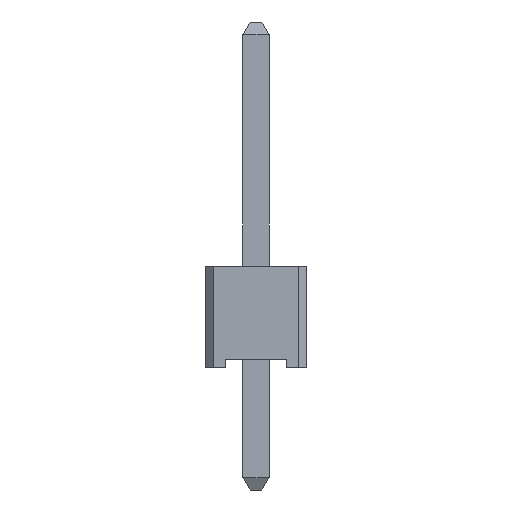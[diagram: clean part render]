
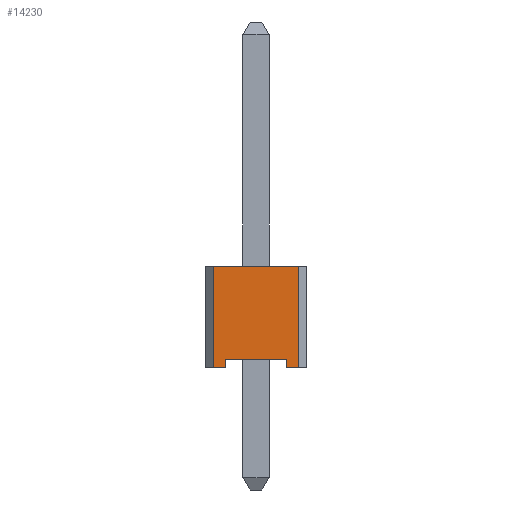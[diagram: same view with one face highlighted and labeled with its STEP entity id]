
A CAD part, left-side view. The second image highlights one B-rep face of the part: STEP entity #14230.
In plain terms, the highlighted planar face has unit normal (-1, 0, 0).
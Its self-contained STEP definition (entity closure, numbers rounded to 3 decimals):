
#490=FACE_OUTER_BOUND('',#1283,.T.);
#1283=EDGE_LOOP('',(#9724,#9725,#9726,#9727,#9728,#9729,#9730,#9731));
#2137=LINE('',#19684,#3949);
#2620=LINE('',#20679,#4432);
#2623=LINE('',#20687,#4435);
#2640=LINE('',#20719,#4452);
#2641=LINE('',#20721,#4453);
#2642=LINE('',#20722,#4454);
#2643=LINE('',#20723,#4455);
#2644=LINE('',#20724,#4456);
#3949=VECTOR('',#15951,1.);
#4432=VECTOR('',#16638,1.);
#4435=VECTOR('',#16643,1.);
#4452=VECTOR('',#16668,1.);
#4453=VECTOR('',#16669,1.);
#4454=VECTOR('',#16670,1.);
#4455=VECTOR('',#16671,1.);
#4456=VECTOR('',#16672,1.);
#5838=VERTEX_POINT('',#19681);
#5839=VERTEX_POINT('',#19683);
#6245=VERTEX_POINT('',#20669);
#6249=VERTEX_POINT('',#20677);
#6252=VERTEX_POINT('',#20684);
#6253=VERTEX_POINT('',#20686);
#6264=VERTEX_POINT('',#20718);
#6265=VERTEX_POINT('',#20720);
#7135=EDGE_CURVE('',#5839,#5838,#2137,.T.);
#7618=EDGE_CURVE('',#6245,#6249,#2620,.T.);
#7621=EDGE_CURVE('',#6252,#6253,#2623,.T.);
#7638=EDGE_CURVE('',#6264,#5838,#2640,.T.);
#7639=EDGE_CURVE('',#6265,#6264,#2641,.T.);
#7640=EDGE_CURVE('',#6245,#6265,#2642,.T.);
#7641=EDGE_CURVE('',#6249,#6253,#2643,.T.);
#7642=EDGE_CURVE('',#6252,#5839,#2644,.T.);
#9724=ORIENTED_EDGE('',*,*,#7638,.F.);
#9725=ORIENTED_EDGE('',*,*,#7639,.F.);
#9726=ORIENTED_EDGE('',*,*,#7640,.F.);
#9727=ORIENTED_EDGE('',*,*,#7618,.T.);
#9728=ORIENTED_EDGE('',*,*,#7641,.T.);
#9729=ORIENTED_EDGE('',*,*,#7621,.F.);
#9730=ORIENTED_EDGE('',*,*,#7642,.T.);
#9731=ORIENTED_EDGE('',*,*,#7135,.T.);
#13015=PLANE('',#15055);
#14230=ADVANCED_FACE('',(#490),#13015,.T.);
#15055=AXIS2_PLACEMENT_3D('',#20717,#16666,#16667);
#15951=DIRECTION('',(0.,-1.,0.));
#16638=DIRECTION('',(0.,-1.,0.));
#16643=DIRECTION('',(0.,-1.,0.));
#16666=DIRECTION('center_axis',(-1.,0.,0.));
#16667=DIRECTION('ref_axis',(0.,0.,1.));
#16668=DIRECTION('',(0.,0.,-1.));
#16669=DIRECTION('',(0.,1.,0.));
#16670=DIRECTION('',(0.,0.,1.));
#16671=DIRECTION('',(0.,0.,1.));
#16672=DIRECTION('',(0.,0.,-1.));
#19681=CARTESIAN_POINT('',(-20.22,0.75,0.));
#19683=CARTESIAN_POINT('',(-20.22,1.05,0.));
#19684=CARTESIAN_POINT('',(-20.22,-1.25,0.));
#20669=CARTESIAN_POINT('',(-20.22,-0.75,0.));
#20677=CARTESIAN_POINT('',(-20.22,-1.05,0.));
#20679=CARTESIAN_POINT('',(-20.22,-1.25,0.));
#20684=CARTESIAN_POINT('',(-20.22,1.05,2.5));
#20686=CARTESIAN_POINT('',(-20.22,-1.05,2.5));
#20687=CARTESIAN_POINT('',(-20.22,-1.25,2.5));
#20717=CARTESIAN_POINT('Origin',(-20.22,-1.25,0.));
#20718=CARTESIAN_POINT('',(-20.22,0.75,0.2));
#20719=CARTESIAN_POINT('',(-20.22,0.75,0.));
#20720=CARTESIAN_POINT('',(-20.22,-0.75,0.2));
#20721=CARTESIAN_POINT('',(-20.22,0.75,0.2));
#20722=CARTESIAN_POINT('',(-20.22,-0.75,0.));
#20723=CARTESIAN_POINT('',(-20.22,-1.05,0.));
#20724=CARTESIAN_POINT('',(-20.22,1.05,0.));
